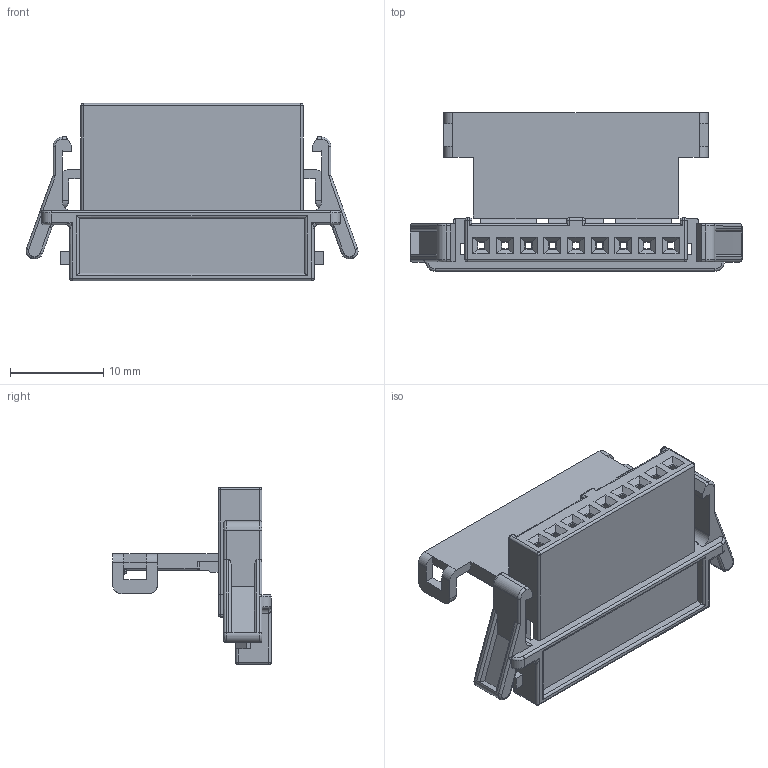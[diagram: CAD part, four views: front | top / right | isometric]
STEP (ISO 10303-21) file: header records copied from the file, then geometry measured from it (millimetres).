
FILE_DESCRIPTION(/* description */ (''),/* implementation_level */ '2;1');
FILE_NAME(/* name */ '15342509_20-CONN.stp',/* time_stamp */ '2023-07-16T19:11:41+08:00',/* author */ (''),/* organization */ (''),/* preprocessor_version */ 'ST-DEVELOPER v16',/* originating_system */ 'SIEMENS PLM Software NX 11.0',/* authorisation */ '');
FILE_SCHEMA (('AUTOMOTIVE_DESIGN { 1 0 10303 214 3 1 1 1 }'));
Length unit declared in the file: millimetre
Products named in the file (1): 15342509_20-CONN
Bounding box: 35.59 x 17 x 19 mm (x, y, z)
Volume: 1258.1 mm3; surface area: 3348.2 mm2
Topology: 1 solids, 1 shells, 732 faces, 1916 edges, 1149 vertices
Faces by surface type: plane 516, cylinder 159, torus 28, sphere 18, extrusion 7, bspline 4
Entity records: 22386 total; most frequent: CARTESIAN_POINT 3923, ORIENTED_EDGE 3792, DIRECTION 3674, EDGE_CURVE 1896, VECTOR 1576, LINE 1569, VERTEX_POINT 1149, AXIS2_PLACEMENT_3D 1049
